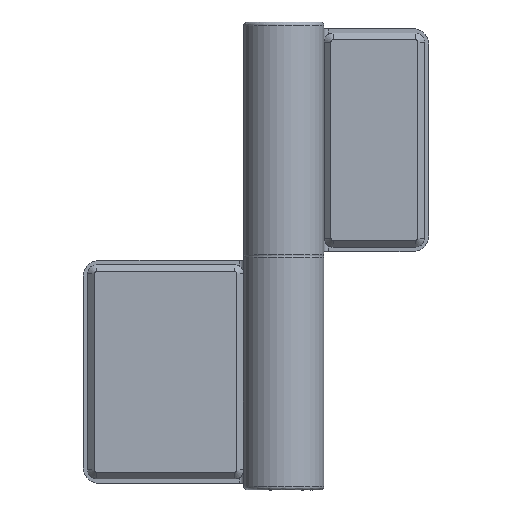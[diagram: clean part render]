
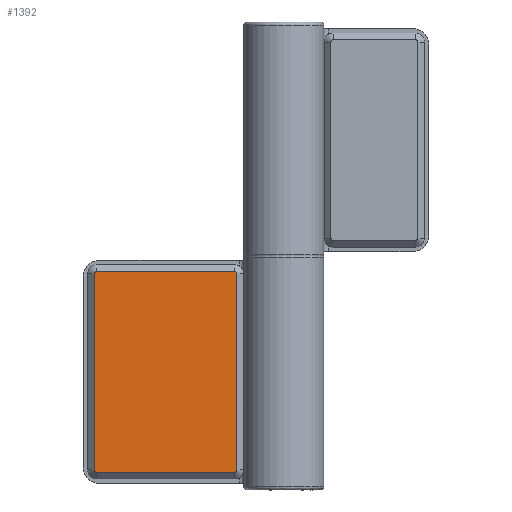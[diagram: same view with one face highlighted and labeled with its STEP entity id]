
A CAD part, front view. The second image highlights one B-rep face of the part: STEP entity #1392.
In plain terms, the highlighted planar face has unit normal (0, -1, 0).
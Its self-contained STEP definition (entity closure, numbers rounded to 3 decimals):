
#42 = DIRECTION ( 'NONE',  ( 1., 0., 0. ) ) ;
#86 = PLANE ( 'NONE',  #1944 ) ;
#90 = VECTOR ( 'NONE', #1243, 1000. ) ;
#253 = EDGE_LOOP ( 'NONE', ( #585, #1064, #784, #1723, #3078, #507, #1551, #3379 ) ) ;
#302 = LINE ( 'NONE', #368, #1965 ) ;
#309 = DIRECTION ( 'NONE',  ( 0., 0., 1. ) ) ;
#368 = CARTESIAN_POINT ( 'NONE',  ( -26.55, 2., -4.5 ) ) ;
#405 = EDGE_CURVE ( 'NONE', #2849, #2796, #1972, .T. ) ;
#461 = VERTEX_POINT ( 'NONE', #512 ) ;
#487 = CARTESIAN_POINT ( 'NONE',  ( -42.55, 2., -5. ) ) ;
#507 = ORIENTED_EDGE ( 'NONE', *, *, #2962, .F. ) ;
#512 = CARTESIAN_POINT ( 'NONE',  ( -42.05, 2., -49.5 ) ) ;
#564 = DIRECTION ( 'NONE',  ( 0., 0., 1. ) ) ;
#575 = DIRECTION ( 'NONE',  ( 0., 1., 0. ) ) ;
#585 = ORIENTED_EDGE ( 'NONE', *, *, #996, .T. ) ;
#623 = CIRCLE ( 'NONE', #3661, 0.5 ) ;
#634 = AXIS2_PLACEMENT_3D ( 'NONE', #3644, #1620, #3063 ) ;
#670 = VERTEX_POINT ( 'NONE', #674 ) ;
#674 = CARTESIAN_POINT ( 'NONE',  ( -42.55, 2., -49. ) ) ;
#703 = CARTESIAN_POINT ( 'NONE',  ( -26.55, 2., -27. ) ) ;
#708 = VERTEX_POINT ( 'NONE', #1816 ) ;
#748 = AXIS2_PLACEMENT_3D ( 'NONE', #2913, #1169, #2053 ) ;
#759 = EDGE_CURVE ( 'NONE', #1778, #1228, #1151, .T. ) ;
#784 = ORIENTED_EDGE ( 'NONE', *, *, #3535, .T. ) ;
#877 = VERTEX_POINT ( 'NONE', #2506 ) ;
#930 = EDGE_CURVE ( 'NONE', #461, #877, #3274, .T. ) ;
#996 = EDGE_CURVE ( 'NONE', #708, #2849, #302, .T. ) ;
#1064 = ORIENTED_EDGE ( 'NONE', *, *, #405, .T. ) ;
#1109 = DIRECTION ( 'NONE',  ( 0., 1., 0. ) ) ;
#1151 = LINE ( 'NONE', #1844, #90 ) ;
#1169 = DIRECTION ( 'NONE',  ( 0., -1., 0. ) ) ;
#1209 = CARTESIAN_POINT ( 'NONE',  ( -10.55, 2., -5. ) ) ;
#1219 = DIRECTION ( 'NONE',  ( 0., 0., -1. ) ) ;
#1228 = VERTEX_POINT ( 'NONE', #1643 ) ;
#1243 = DIRECTION ( 'NONE',  ( 0., 0., -1. ) ) ;
#1315 = CARTESIAN_POINT ( 'NONE',  ( -42.05, 2., -4.5 ) ) ;
#1379 = CIRCLE ( 'NONE', #3233, 0.5 ) ;
#1392 = ADVANCED_FACE ( 'NONE', ( #2776 ), #86, .T. ) ;
#1551 = ORIENTED_EDGE ( 'NONE', *, *, #759, .F. ) ;
#1620 = DIRECTION ( 'NONE',  ( 0., -1., 0. ) ) ;
#1636 = DIRECTION ( 'NONE',  ( 0., 0., -1. ) ) ;
#1643 = CARTESIAN_POINT ( 'NONE',  ( -10.55, 2., -49. ) ) ;
#1656 = EDGE_CURVE ( 'NONE', #708, #1778, #623, .T. ) ;
#1723 = ORIENTED_EDGE ( 'NONE', *, *, #3702, .T. ) ;
#1778 = VERTEX_POINT ( 'NONE', #1209 ) ;
#1816 = CARTESIAN_POINT ( 'NONE',  ( -11.05, 2., -4.5 ) ) ;
#1844 = CARTESIAN_POINT ( 'NONE',  ( -10.55, 2., -15. ) ) ;
#1944 = AXIS2_PLACEMENT_3D ( 'NONE', #703, #2685, #1219 ) ;
#1965 = VECTOR ( 'NONE', #2132, 1000. ) ;
#1972 = CIRCLE ( 'NONE', #634, 0.5 ) ;
#2030 = CARTESIAN_POINT ( 'NONE',  ( -26.55, 2., -49.5 ) ) ;
#2053 = DIRECTION ( 'NONE',  ( 0., 0., 1. ) ) ;
#2132 = DIRECTION ( 'NONE',  ( -1., 0., 0. ) ) ;
#2506 = CARTESIAN_POINT ( 'NONE',  ( -11.05, 2., -49.5 ) ) ;
#2515 = VECTOR ( 'NONE', #42, 1000. ) ;
#2685 = DIRECTION ( 'NONE',  ( 0., -1., 0. ) ) ;
#2702 = CIRCLE ( 'NONE', #748, 0.5 ) ;
#2776 = FACE_OUTER_BOUND ( 'NONE', #253, .T. ) ;
#2796 = VERTEX_POINT ( 'NONE', #487 ) ;
#2849 = VERTEX_POINT ( 'NONE', #1315 ) ;
#2913 = CARTESIAN_POINT ( 'NONE',  ( -42.05, 2., -49. ) ) ;
#2962 = EDGE_CURVE ( 'NONE', #1228, #877, #1379, .T. ) ;
#3063 = DIRECTION ( 'NONE',  ( -1., 0., 0. ) ) ;
#3078 = ORIENTED_EDGE ( 'NONE', *, *, #930, .T. ) ;
#3092 = CARTESIAN_POINT ( 'NONE',  ( -42.55, 2., -27. ) ) ;
#3207 = CARTESIAN_POINT ( 'NONE',  ( -11.05, 2., -5. ) ) ;
#3233 = AXIS2_PLACEMENT_3D ( 'NONE', #3701, #1109, #564 ) ;
#3241 = VECTOR ( 'NONE', #1636, 1000. ) ;
#3274 = LINE ( 'NONE', #2030, #2515 ) ;
#3379 = ORIENTED_EDGE ( 'NONE', *, *, #1656, .F. ) ;
#3500 = LINE ( 'NONE', #3092, #3241 ) ;
#3535 = EDGE_CURVE ( 'NONE', #2796, #670, #3500, .T. ) ;
#3644 = CARTESIAN_POINT ( 'NONE',  ( -42.05, 2., -5. ) ) ;
#3661 = AXIS2_PLACEMENT_3D ( 'NONE', #3207, #575, #309 ) ;
#3701 = CARTESIAN_POINT ( 'NONE',  ( -11.05, 2., -49. ) ) ;
#3702 = EDGE_CURVE ( 'NONE', #670, #461, #2702, .T. ) ;
